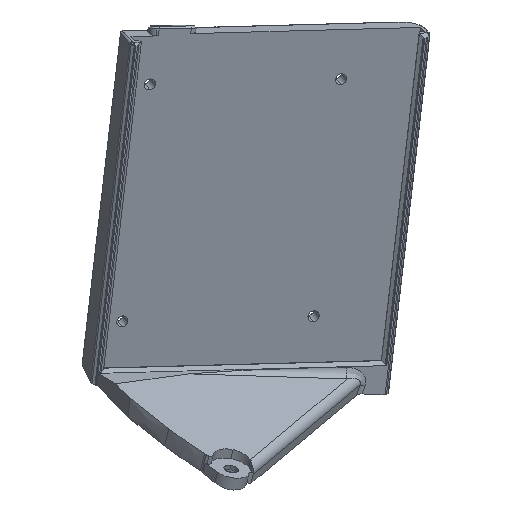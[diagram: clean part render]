
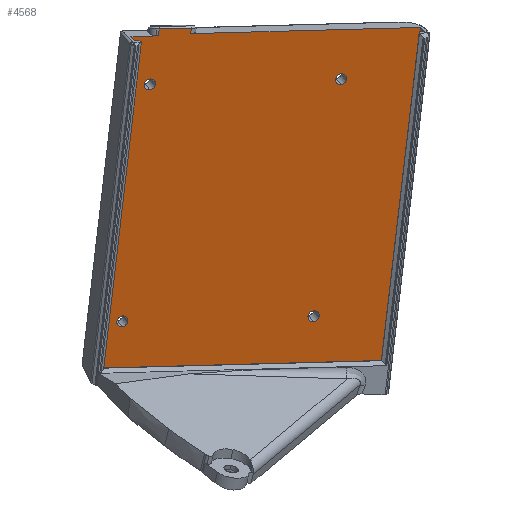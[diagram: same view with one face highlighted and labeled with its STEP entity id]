
A CAD part, front view. The second image highlights one B-rep face of the part: STEP entity #4568.
In plain terms, the highlighted planar face has unit normal (0.323, -0.867, -0.38).
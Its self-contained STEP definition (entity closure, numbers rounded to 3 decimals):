
#28 = VERTEX_POINT ( 'NONE', #392 ) ;
#43 = EDGE_LOOP ( 'NONE', ( #1902, #3804 ) ) ;
#52 = AXIS2_PLACEMENT_3D ( 'NONE', #1945, #4936, #5400 ) ;
#115 = CARTESIAN_POINT ( 'NONE',  ( -66.696, -61.212, -52.349 ) ) ;
#144 = CARTESIAN_POINT ( 'NONE',  ( -44.88, -78.897, 6.594 ) ) ;
#162 = DIRECTION ( 'NONE',  ( -0.94, -0.34, -0.025 ) ) ;
#193 = AXIS2_PLACEMENT_3D ( 'NONE', #4901, #3146, #516 ) ;
#216 = ORIENTED_EDGE ( 'NONE', *, *, #2670, .T. ) ;
#255 = CIRCLE ( 'NONE', #3451, 1.2 ) ;
#299 = ORIENTED_EDGE ( 'NONE', *, *, #2127, .T. ) ;
#328 = CARTESIAN_POINT ( 'NONE',  ( -100.122, -94.885, -3.935 ) ) ;
#392 = CARTESIAN_POINT ( 'NONE',  ( -111.877, -73.085, -63.706 ) ) ;
#402 = DIRECTION ( 'NONE',  ( 0.107, -0.365, 0.925 ) ) ;
#491 = DIRECTION ( 'NONE',  ( 0., 0.401, -0.916 ) ) ;
#501 = CARTESIAN_POINT ( 'NONE',  ( -66.696, -61.694, -51.249 ) ) ;
#506 = VERTEX_POINT ( 'NONE', #1050 ) ;
#516 = DIRECTION ( 'NONE',  ( 0., 0.401, -0.916 ) ) ;
#561 = DIRECTION ( 'NONE',  ( -0.94, -0.34, -0.025 ) ) ;
#597 = VECTOR ( 'NONE', #561, 1000. ) ;
#600 = FACE_BOUND ( 'NONE', #4710, .T. ) ;
#631 = EDGE_CURVE ( 'NONE', #1309, #3400, #255, .T. ) ;
#654 = CARTESIAN_POINT ( 'NONE',  ( -105.717, -75.303, -53.399 ) ) ;
#656 = CIRCLE ( 'NONE', #2162, 1.2 ) ;
#678 = CARTESIAN_POINT ( 'NONE',  ( -103.96, -100.11, 4.726 ) ) ;
#682 = LINE ( 'NONE', #4905, #2434 ) ;
#746 = VERTEX_POINT ( 'NONE', #328 ) ;
#784 = VERTEX_POINT ( 'NONE', #4679 ) ;
#789 = DIRECTION ( 'NONE',  ( -0.091, 0.371, -0.924 ) ) ;
#861 = LINE ( 'NONE', #2065, #3037 ) ;
#944 = EDGE_CURVE ( 'NONE', #28, #3885, #3911, .T. ) ;
#1000 = VECTOR ( 'NONE', #162, 1000. ) ;
#1040 = EDGE_CURVE ( 'NONE', #3970, #746, #1119, .T. ) ;
#1050 = CARTESIAN_POINT ( 'NONE',  ( -98.182, -98.641, 6.29 ) ) ;
#1084 = DIRECTION ( 'NONE',  ( 0., 0.401, -0.916 ) ) ;
#1119 = CIRCLE ( 'NONE', #193, 1.2 ) ;
#1229 = ORIENTED_EDGE ( 'NONE', *, *, #3244, .T. ) ;
#1255 = CIRCLE ( 'NONE', #3854, 1.2 ) ;
#1309 = VERTEX_POINT ( 'NONE', #3261 ) ;
#1330 = CARTESIAN_POINT ( 'NONE',  ( -61.101, -80.313, -3.984 ) ) ;
#1387 = CARTESIAN_POINT ( 'NONE',  ( -98.371, -98.092, 4.877 ) ) ;
#1421 = CIRCLE ( 'NONE', #5266, 1.2 ) ;
#1467 = FACE_BOUND ( 'NONE', #3922, .T. ) ;
#1493 = ORIENTED_EDGE ( 'NONE', *, *, #4525, .F. ) ;
#1586 = CARTESIAN_POINT ( 'NONE',  ( -91.646, -96.259, 6.418 ) ) ;
#1719 = DIRECTION ( 'NONE',  ( -0.323, 0.867, 0.38 ) ) ;
#1727 = ORIENTED_EDGE ( 'NONE', *, *, #3534, .T. ) ;
#1746 = CARTESIAN_POINT ( 'NONE',  ( -61.101, -80.794, -2.885 ) ) ;
#1856 = CARTESIAN_POINT ( 'NONE',  ( -91.752, -95.823, 5.332 ) ) ;
#1873 = VECTOR ( 'NONE', #2860, 1000. ) ;
#1896 = ORIENTED_EDGE ( 'NONE', *, *, #631, .T. ) ;
#1902 = ORIENTED_EDGE ( 'NONE', *, *, #5562, .T. ) ;
#1945 = CARTESIAN_POINT ( 'NONE',  ( -61.101, -80.313, -3.984 ) ) ;
#2035 = DIRECTION ( 'NONE',  ( 0.323, -0.867, -0.38 ) ) ;
#2065 = CARTESIAN_POINT ( 'NONE',  ( -91.755, -95.813, 5.307 ) ) ;
#2127 = EDGE_CURVE ( 'NONE', #5108, #2997, #2479, .T. ) ;
#2146 = CARTESIAN_POINT ( 'NONE',  ( -100.122, -93.922, -6.134 ) ) ;
#2162 = AXIS2_PLACEMENT_3D ( 'NONE', #1330, #1719, #4358 ) ;
#2215 = FACE_OUTER_BOUND ( 'NONE', #4383, .T. ) ;
#2250 = VERTEX_POINT ( 'NONE', #2729 ) ;
#2290 = VERTEX_POINT ( 'NONE', #5381 ) ;
#2304 = AXIS2_PLACEMENT_3D ( 'NONE', #5057, #2035, #2440 ) ;
#2434 = VECTOR ( 'NONE', #4926, 1000. ) ;
#2437 = EDGE_CURVE ( 'NONE', #2290, #506, #3924, .T. ) ;
#2440 = DIRECTION ( 'NONE',  ( 0., 0.401, -0.916 ) ) ;
#2479 = LINE ( 'NONE', #144, #1000 ) ;
#2597 = DIRECTION ( 'NONE',  ( 0., 0.401, -0.916 ) ) ;
#2599 = DIRECTION ( 'NONE',  ( 0.94, 0.34, 0.025 ) ) ;
#2662 = DIRECTION ( 'NONE',  ( 0., 0.401, -0.916 ) ) ;
#2670 = EDGE_CURVE ( 'NONE', #784, #4910, #656, .T. ) ;
#2675 = ORIENTED_EDGE ( 'NONE', *, *, #4013, .T. ) ;
#2729 = CARTESIAN_POINT ( 'NONE',  ( -103.96, -100.11, 4.726 ) ) ;
#2831 = CIRCLE ( 'NONE', #3085, 1.2 ) ;
#2833 = LINE ( 'NONE', #678, #1873 ) ;
#2842 = EDGE_CURVE ( 'NONE', #5329, #4790, #1255, .T. ) ;
#2849 = CARTESIAN_POINT ( 'NONE',  ( -98.371, -98.092, 4.877 ) ) ;
#2860 = DIRECTION ( 'NONE',  ( -0.107, 0.365, -0.925 ) ) ;
#2938 = ORIENTED_EDGE ( 'NONE', *, *, #5427, .F. ) ;
#2997 = VERTEX_POINT ( 'NONE', #1856 ) ;
#3025 = DIRECTION ( 'NONE',  ( -0.323, 0.867, 0.38 ) ) ;
#3037 = VECTOR ( 'NONE', #789, 1000. ) ;
#3055 = EDGE_CURVE ( 'NONE', #4910, #784, #3306, .T. ) ;
#3085 = AXIS2_PLACEMENT_3D ( 'NONE', #4055, #4904, #2597 ) ;
#3146 = DIRECTION ( 'NONE',  ( -0.323, 0.867, 0.38 ) ) ;
#3173 = LINE ( 'NONE', #1387, #597 ) ;
#3244 = EDGE_CURVE ( 'NONE', #3885, #5108, #3732, .T. ) ;
#3261 = CARTESIAN_POINT ( 'NONE',  ( -105.717, -74.821, -54.499 ) ) ;
#3306 = CIRCLE ( 'NONE', #52, 1.2 ) ;
#3312 = CIRCLE ( 'NONE', #3450, 1.2 ) ;
#3378 = DIRECTION ( 'NONE',  ( -0.939, -0.342, -0.018 ) ) ;
#3400 = VERTEX_POINT ( 'NONE', #4824 ) ;
#3450 = AXIS2_PLACEMENT_3D ( 'NONE', #5264, #3025, #491 ) ;
#3451 = AXIS2_PLACEMENT_3D ( 'NONE', #654, #3705, #1084 ) ;
#3514 = CARTESIAN_POINT ( 'NONE',  ( -111.877, -73.085, -63.706 ) ) ;
#3534 = EDGE_CURVE ( 'NONE', #3400, #1309, #3312, .T. ) ;
#3652 = EDGE_CURVE ( 'NONE', #5500, #2250, #3173, .T. ) ;
#3705 = DIRECTION ( 'NONE',  ( -0.323, 0.867, 0.38 ) ) ;
#3732 = LINE ( 'NONE', #5600, #4878 ) ;
#3737 = DIRECTION ( 'NONE',  ( -0.323, 0.867, 0.38 ) ) ;
#3759 = ORIENTED_EDGE ( 'NONE', *, *, #2842, .T. ) ;
#3804 = ORIENTED_EDGE ( 'NONE', *, *, #1040, .T. ) ;
#3854 = AXIS2_PLACEMENT_3D ( 'NONE', #115, #4477, #2662 ) ;
#3885 = VERTEX_POINT ( 'NONE', #5432 ) ;
#3911 = LINE ( 'NONE', #3514, #4798 ) ;
#3922 = EDGE_LOOP ( 'NONE', ( #5263, #216 ) ) ;
#3924 = LINE ( 'NONE', #1586, #4540 ) ;
#3927 = FACE_BOUND ( 'NONE', #5081, .T. ) ;
#3970 = VERTEX_POINT ( 'NONE', #2146 ) ;
#3995 = CARTESIAN_POINT ( 'NONE',  ( -44.88, -78.897, 6.594 ) ) ;
#4013 = EDGE_CURVE ( 'NONE', #4790, #5329, #2831, .T. ) ;
#4055 = CARTESIAN_POINT ( 'NONE',  ( -66.696, -61.212, -52.349 ) ) ;
#4171 = DIRECTION ( 'NONE',  ( 0., 0.401, -0.916 ) ) ;
#4180 = ORIENTED_EDGE ( 'NONE', *, *, #944, .T. ) ;
#4358 = DIRECTION ( 'NONE',  ( 0., 0.401, -0.916 ) ) ;
#4383 = EDGE_LOOP ( 'NONE', ( #1229, #299, #1493, #5006, #2938, #5569, #4702, #4180 ) ) ;
#4402 = FACE_BOUND ( 'NONE', #43, .T. ) ;
#4404 = EDGE_CURVE ( 'NONE', #2250, #28, #2833, .T. ) ;
#4477 = DIRECTION ( 'NONE',  ( -0.323, 0.867, 0.38 ) ) ;
#4525 = EDGE_CURVE ( 'NONE', #2290, #2997, #861, .T. ) ;
#4540 = VECTOR ( 'NONE', #3378, 1000. ) ;
#4568 = ADVANCED_FACE ( 'NONE', ( #2215, #600, #3927, #1467, #4402 ), #4696, .T. ) ;
#4679 = CARTESIAN_POINT ( 'NONE',  ( -61.101, -79.831, -5.083 ) ) ;
#4696 = PLANE ( 'NONE',  #2304 ) ;
#4702 = ORIENTED_EDGE ( 'NONE', *, *, #4404, .T. ) ;
#4710 = EDGE_LOOP ( 'NONE', ( #3759, #2675 ) ) ;
#4790 = VERTEX_POINT ( 'NONE', #5051 ) ;
#4798 = VECTOR ( 'NONE', #2599, 1000. ) ;
#4824 = CARTESIAN_POINT ( 'NONE',  ( -105.717, -75.784, -52.3 ) ) ;
#4878 = VECTOR ( 'NONE', #402, 1000. ) ;
#4901 = CARTESIAN_POINT ( 'NONE',  ( -100.122, -94.403, -5.034 ) ) ;
#4904 = DIRECTION ( 'NONE',  ( -0.323, 0.867, 0.38 ) ) ;
#4905 = CARTESIAN_POINT ( 'NONE',  ( -102.899, -84.905, -29.081 ) ) ;
#4910 = VERTEX_POINT ( 'NONE', #1746 ) ;
#4926 = DIRECTION ( 'NONE',  ( 0.123, -0.359, 0.925 ) ) ;
#4936 = DIRECTION ( 'NONE',  ( -0.323, 0.867, 0.38 ) ) ;
#5006 = ORIENTED_EDGE ( 'NONE', *, *, #2437, .T. ) ;
#5051 = CARTESIAN_POINT ( 'NONE',  ( -66.696, -60.731, -53.448 ) ) ;
#5057 = CARTESIAN_POINT ( 'NONE',  ( -78.376, -75.865, -28.841 ) ) ;
#5081 = EDGE_LOOP ( 'NONE', ( #1727, #1896 ) ) ;
#5085 = CARTESIAN_POINT ( 'NONE',  ( -100.122, -94.403, -5.034 ) ) ;
#5108 = VERTEX_POINT ( 'NONE', #3995 ) ;
#5263 = ORIENTED_EDGE ( 'NONE', *, *, #3055, .T. ) ;
#5264 = CARTESIAN_POINT ( 'NONE',  ( -105.717, -75.303, -53.399 ) ) ;
#5266 = AXIS2_PLACEMENT_3D ( 'NONE', #5085, #3737, #4171 ) ;
#5329 = VERTEX_POINT ( 'NONE', #501 ) ;
#5381 = CARTESIAN_POINT ( 'NONE',  ( -91.646, -96.259, 6.418 ) ) ;
#5400 = DIRECTION ( 'NONE',  ( 0., 0.401, -0.916 ) ) ;
#5427 = EDGE_CURVE ( 'NONE', #5500, #506, #682, .T. ) ;
#5432 = CARTESIAN_POINT ( 'NONE',  ( -52.829, -51.762, -62.116 ) ) ;
#5500 = VERTEX_POINT ( 'NONE', #2849 ) ;
#5562 = EDGE_CURVE ( 'NONE', #746, #3970, #1421, .T. ) ;
#5569 = ORIENTED_EDGE ( 'NONE', *, *, #3652, .T. ) ;
#5600 = CARTESIAN_POINT ( 'NONE',  ( -52.829, -51.762, -62.116 ) ) ;
